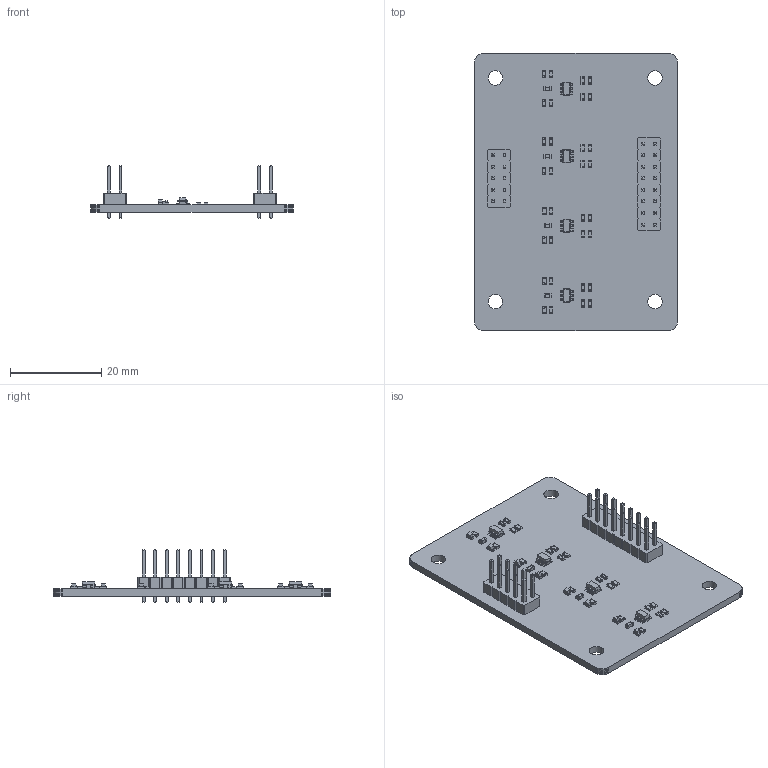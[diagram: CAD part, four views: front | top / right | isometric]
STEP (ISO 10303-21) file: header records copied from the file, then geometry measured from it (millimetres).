
FILE_DESCRIPTION(('KiCad electronic assembly'),'2;1');
FILE_NAME('level_translator_4ch.step','2024-06-24T11:32:55',('Pcbnew'),( 'Kicad'),'Open CASCADE STEP processor 7.7','KiCad to STEP converter' ,'Unknown');
FILE_SCHEMA(('AUTOMOTIVE_DESIGN { 1 0 10303 214 1 1 1 1 }'));
Length unit declared in the file: millimetre
Products named in the file (14): level_translator_4ch 1; LED_0603_1608Metric; R_0603_1608Metric; SOT-23-6; SOT_23_6; C_0603_1608Metric; PinHeader_2x08_P2.54mm_Vertical; PinHeader_2x08_P254mm_Vertical; PinHeader_2x05_P2.54mm_Vertical; PinHeader_2x05_P254mm_Vertical; level_translator_4ch PCB
Assembly tree (49 placements, depth 3):
  level_translator_4ch 1
    LED_0603_1608Metric  x8
      LED_0603_1608Metric
    R_0603_1608Metric  x24
      R_0603_1608Metric
    SOT-23-6  x4
      SOT_23_6
    C_0603_1608Metric  x4
      C_0603_1608Metric
    PinHeader_2x08_P2.54mm_Vertical
      PinHeader_2x08_P254mm_Vertical
    PinHeader_2x05_P2.54mm_Vertical
      PinHeader_2x05_P254mm_Vertical
    level_translator_4ch PCB
Bounding box: 44.55 x 60.91 x 11.54 mm (x, y, z)
Volume: 4819.8 mm3; surface area: 7298.5 mm2
Topology: 43 solids, 43 shells, 2266 faces, 5776 edges, 3664 vertices
Faces by surface type: plane 1716, cylinder 430, bspline 120
Full cylindrical faces by diameter (mm): 1 x26, 3.2 x4
Entity records: 58454 total; most frequent: CARTESIAN_POINT 9415, DIRECTION 8059, LINE 5915, VECTOR 5915, ORIENTED_EDGE 4222, PCURVE 4222, DEFINITIONAL_REPRESENTATION 4222, EDGE_CURVE 2111
